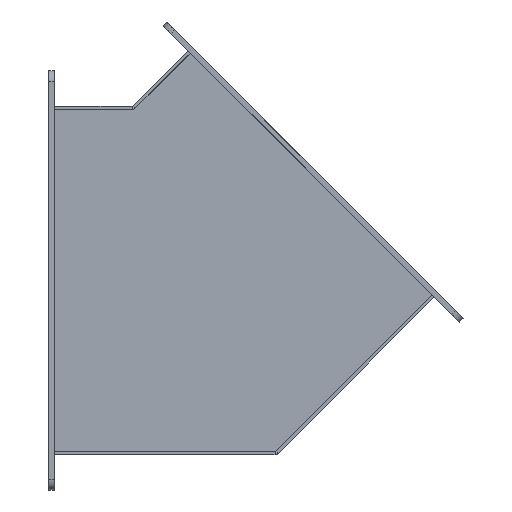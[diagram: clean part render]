
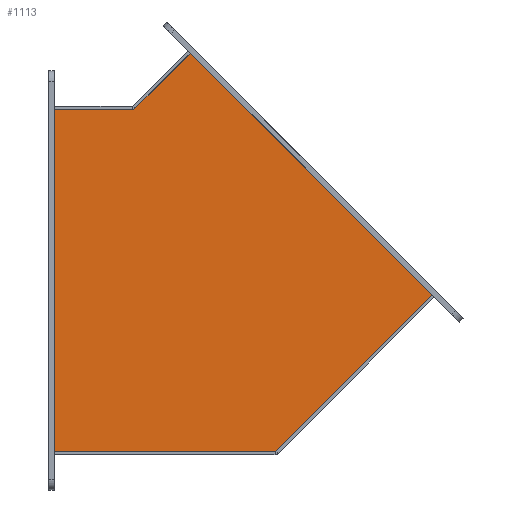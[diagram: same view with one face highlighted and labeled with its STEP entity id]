
A CAD part, front view. The second image highlights one B-rep face of the part: STEP entity #1113.
In plain terms, the highlighted face is planar.
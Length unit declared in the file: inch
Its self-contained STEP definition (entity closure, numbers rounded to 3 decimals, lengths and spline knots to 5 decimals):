
#91=PLANE('',#1185);
#135=FACE_OUTER_BOUND('',#197,.T.);
#197=EDGE_LOOP('',(#811,#812,#813,#814,#815,#816));
#329=LINE('',#1659,#427);
#333=LINE('',#1667,#431);
#336=LINE('',#1673,#434);
#339=LINE('',#1679,#437);
#342=LINE('',#1685,#440);
#345=LINE('',#1690,#443);
#427=VECTOR('',#1338,7.852);
#431=VECTOR('',#1344,5.2084);
#434=VECTOR('',#1349,5.2084);
#437=VECTOR('',#1354,7.852);
#440=VECTOR('',#1359,1.956);
#443=VECTOR('',#1364,1.956);
#517=VERTEX_POINT('',#1657);
#518=VERTEX_POINT('',#1658);
#521=VERTEX_POINT('',#1666);
#523=VERTEX_POINT('',#1672);
#525=VERTEX_POINT('',#1678);
#527=VERTEX_POINT('',#1684);
#621=EDGE_CURVE('',#517,#518,#329,.T.);
#625=EDGE_CURVE('',#518,#521,#333,.T.);
#628=EDGE_CURVE('',#521,#523,#336,.T.);
#631=EDGE_CURVE('',#523,#525,#339,.T.);
#634=EDGE_CURVE('',#525,#527,#342,.T.);
#637=EDGE_CURVE('',#527,#517,#345,.T.);
#811=ORIENTED_EDGE('',*,*,#621,.F.);
#812=ORIENTED_EDGE('',*,*,#637,.F.);
#813=ORIENTED_EDGE('',*,*,#634,.F.);
#814=ORIENTED_EDGE('',*,*,#631,.F.);
#815=ORIENTED_EDGE('',*,*,#628,.F.);
#816=ORIENTED_EDGE('',*,*,#625,.F.);
#1113=ADVANCED_FACE('',(#135),#91,.T.);
#1185=AXIS2_PLACEMENT_3D('',#1692,#1366,#1367);
#1338=DIRECTION('',(0.707,0.707,0.));
#1344=DIRECTION('',(0.707,-0.707,0.));
#1349=DIRECTION('',(0.,-1.,0.));
#1354=DIRECTION('',(-1.,0.,0.));
#1359=DIRECTION('',(0.,1.,0.));
#1364=DIRECTION('',(-0.707,0.707,0.));
#1366=DIRECTION('center_axis',(0.,0.,1.));
#1367=DIRECTION('ref_axis',(1.,0.,0.));
#1657=CARTESIAN_POINT('',(-1.3831,1.3831,0.074));
#1658=CARTESIAN_POINT('',(4.1691,6.9353,0.074));
#1659=CARTESIAN_POINT('',(-1.3831,1.3831,0.074));
#1666=CARTESIAN_POINT('',(7.852,3.2524,0.074));
#1667=CARTESIAN_POINT('',(4.1691,6.9353,0.074));
#1672=CARTESIAN_POINT('',(7.852,-1.956,0.074));
#1673=CARTESIAN_POINT('',(7.852,3.2524,0.074));
#1678=CARTESIAN_POINT('',(0.,-1.956,0.074));
#1679=CARTESIAN_POINT('',(7.852,-1.956,0.074));
#1684=CARTESIAN_POINT('',(0.,0.,0.074));
#1685=CARTESIAN_POINT('',(0.,-1.956,0.074));
#1690=CARTESIAN_POINT('',(0.,0.,0.074));
#1692=CARTESIAN_POINT('Origin',(3.7497,1.55317,0.074));
